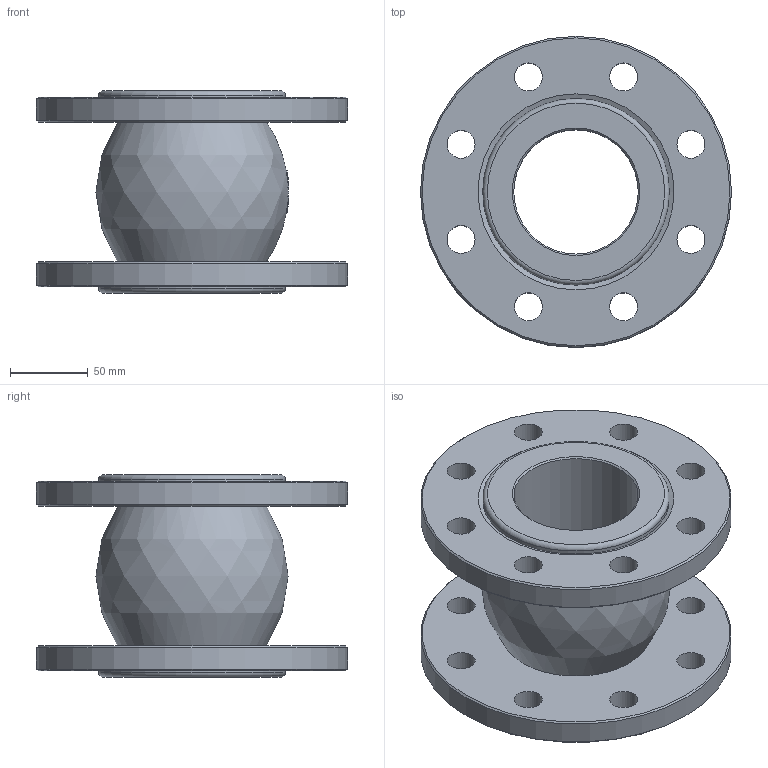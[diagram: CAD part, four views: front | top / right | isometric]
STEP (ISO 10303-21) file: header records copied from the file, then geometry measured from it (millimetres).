
FILE_DESCRIPTION(/* description */ (''),/* implementation_level */ '2;1');
FILE_NAME(/* name */ 'DN80_3D_STEP.stp',/* time_stamp */ '2025-08-15T12:01:02+03:00',/* author */ ('igorr'),/* organization */ (''),/* preprocessor_version */ 'ST-DEVELOPER v20',/* originating_system */ 'Autodesk Inventor 2025',/* authorisation */ '');
FILE_SCHEMA (('AUTOMOTIVE_DESIGN { 1 0 10303 214 3 1 1 }'));
Length unit declared in the file: millimetre
Products named in the file (1): Деталь1
Bounding box: 200 x 200 x 130 mm (x, y, z)
Volume: 1306050.5 mm3; surface area: 196367.8 mm2
Topology: 1 solids, 1 shells, 107 faces, 292 edges, 194 vertices
Faces by surface type: plane 43, bspline 34, cylinder 21, cone 7, torus 2
Full cylindrical faces by diameter (mm): 18 x16, 80 x1, 120 x2, 200 x2
Entity records: 4331 total; most frequent: CARTESIAN_POINT 1593, ORIENTED_EDGE 584, DIRECTION 440, EDGE_CURVE 292, VERTEX_POINT 194, AXIS2_PLACEMENT_3D 176, EDGE_LOOP 148, STYLED_ITEM 108
